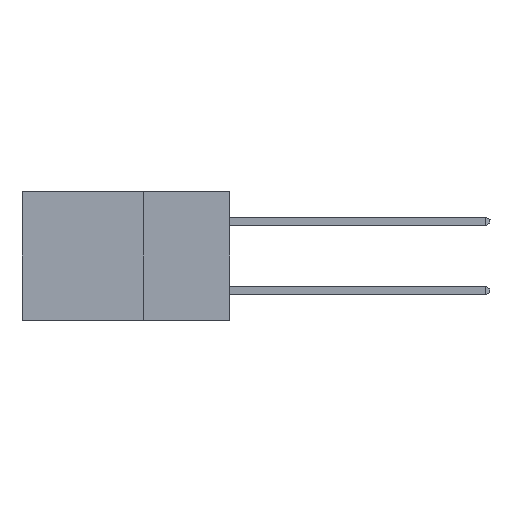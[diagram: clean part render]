
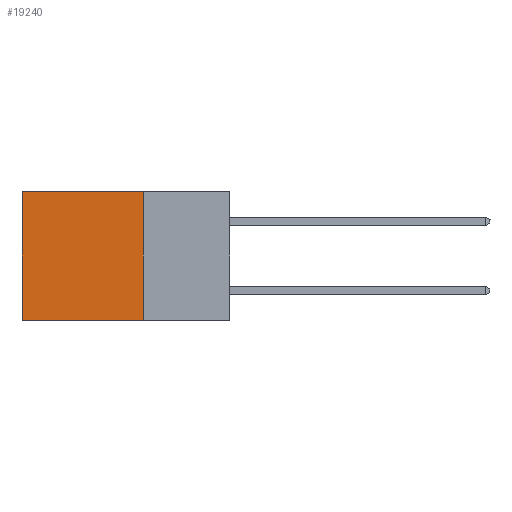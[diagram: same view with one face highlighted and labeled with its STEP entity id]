
A CAD part, left-side view. The second image highlights one B-rep face of the part: STEP entity #19240.
In plain terms, the highlighted planar face has unit normal (-1, 0, 0).
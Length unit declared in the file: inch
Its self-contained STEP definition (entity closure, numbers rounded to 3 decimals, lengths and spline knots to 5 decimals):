
#490 = VERTEX_POINT ( 'NONE', #14125 ) ;
#1508 = VECTOR ( 'NONE', #20699, 39.37008 ) ;
#4168 = DIRECTION ( 'NONE',  ( 0., 0., -1. ) ) ;
#4879 = EDGE_CURVE ( 'NONE', #20603, #14157, #23441, .T. ) ;
#6172 = CARTESIAN_POINT ( 'NONE',  ( 0.298, 0.25, 0. ) ) ;
#6676 = FACE_OUTER_BOUND ( 'NONE', #21621, .T. ) ;
#7827 = VERTEX_POINT ( 'NONE', #22718 ) ;
#8237 = CARTESIAN_POINT ( 'NONE',  ( 0.298, 0.25, 0. ) ) ;
#9299 = LINE ( 'NONE', #15556, #1508 ) ;
#10184 = PLANE ( 'NONE',  #15332 ) ;
#10288 = ORIENTED_EDGE ( 'NONE', *, *, #4879, .T. ) ;
#10598 = DIRECTION ( 'NONE',  ( 1., 0., 0. ) ) ;
#11918 = EDGE_CURVE ( 'NONE', #20603, #7827, #28231, .T. ) ;
#13153 = ORIENTED_EDGE ( 'NONE', *, *, #14449, .T. ) ;
#13375 = CARTESIAN_POINT ( 'NONE',  ( 0.298, 0.6, 0. ) ) ;
#14125 = CARTESIAN_POINT ( 'NONE',  ( 0.298, 0.6, -0.37 ) ) ;
#14157 = VERTEX_POINT ( 'NONE', #13375 ) ;
#14449 = EDGE_CURVE ( 'NONE', #14157, #490, #21425, .T. ) ;
#14702 = DIRECTION ( 'NONE',  ( 0., 0., -1. ) ) ;
#15332 = AXIS2_PLACEMENT_3D ( 'NONE', #8237, #10598, #15337 ) ;
#15337 = DIRECTION ( 'NONE',  ( 0., 0., -1. ) ) ;
#15556 = CARTESIAN_POINT ( 'NONE',  ( 0.298, 0.25, -0.37 ) ) ;
#17787 = CARTESIAN_POINT ( 'NONE',  ( 0.298, 0.25, 0. ) ) ;
#17818 = CARTESIAN_POINT ( 'NONE',  ( 0.298, 0.25, 0. ) ) ;
#19240 = ADVANCED_FACE ( 'NONE', ( #6676 ), #10184, .F. ) ;
#19312 = CARTESIAN_POINT ( 'NONE',  ( 0.298, 0.6, 0. ) ) ;
#20603 = VERTEX_POINT ( 'NONE', #6172 ) ;
#20699 = DIRECTION ( 'NONE',  ( 0., 1., 0. ) ) ;
#21355 = ORIENTED_EDGE ( 'NONE', *, *, #22297, .F. ) ;
#21425 = LINE ( 'NONE', #19312, #30324 ) ;
#21621 = EDGE_LOOP ( 'NONE', ( #13153, #21355, #24456, #10288 ) ) ;
#22297 = EDGE_CURVE ( 'NONE', #7827, #490, #9299, .T. ) ;
#22610 = DIRECTION ( 'NONE',  ( 0., 1., 0. ) ) ;
#22718 = CARTESIAN_POINT ( 'NONE',  ( 0.298, 0.25, -0.37 ) ) ;
#23441 = LINE ( 'NONE', #17818, #28234 ) ;
#24175 = VECTOR ( 'NONE', #4168, 39.37008 ) ;
#24456 = ORIENTED_EDGE ( 'NONE', *, *, #11918, .F. ) ;
#28231 = LINE ( 'NONE', #17787, #24175 ) ;
#28234 = VECTOR ( 'NONE', #22610, 39.37008 ) ;
#30324 = VECTOR ( 'NONE', #14702, 39.37008 ) ;
